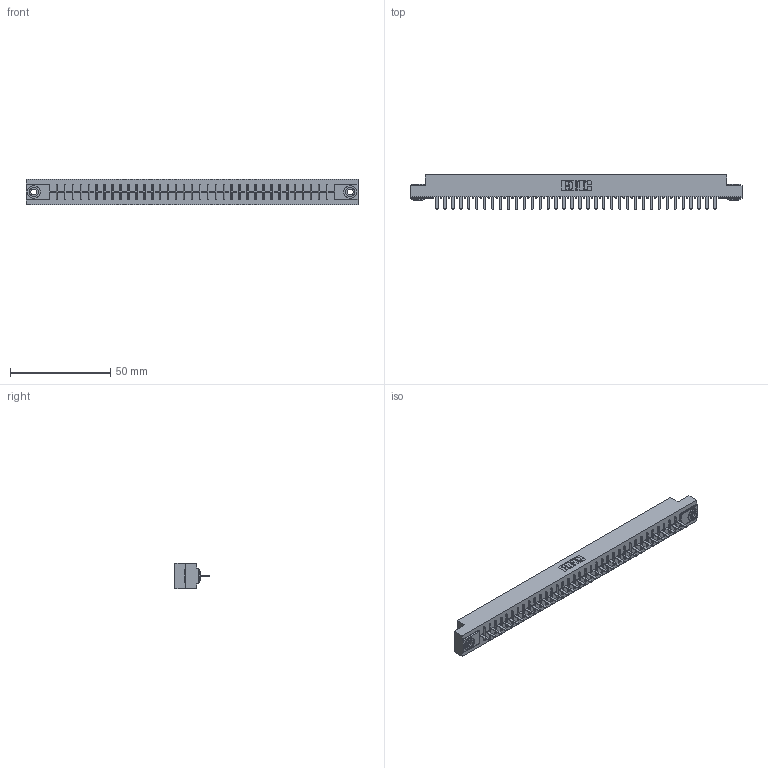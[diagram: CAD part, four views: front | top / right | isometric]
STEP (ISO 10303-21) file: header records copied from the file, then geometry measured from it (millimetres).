
FILE_DESCRIPTION (( 'STEP AP203' ), '1' );
FILE_NAME ('306-036-420-103.STEP', '2020-09-22T04:24:57', ( '' ), ( '' ), 'SwSTEP 2.0', 'SolidWorks 2020', '' );
FILE_SCHEMA (( 'CONFIG_CONTROL_DESIGN' ));
Length unit declared in the file: inch
Products named in the file (4): 306-036-420-103; 306 Part_.156 Dia; 345-250-002_345-250-002-102; 306-290-001_120
Assembly tree (39 placements, depth 2):
  306-036-420-103
    306 Part_.156 Dia
    306-290-001_120  x36
    345-250-002_345-250-002-102  x2
Bounding box: 165.66 x 17.12 x 12.7 mm (x, y, z)
Volume: 18270.5 mm3; surface area: 18961.4 mm2
Topology: 39 solids, 39 shells, 2688 faces, 7520 edges, 4816 vertices
Faces by surface type: plane 1784, cylinder 752, sphere 144, cone 8
Entity records: 35370 total; most frequent: CARTESIAN_POINT 5916, ORIENTED_EDGE 5856, DIRECTION 5848, EDGE_CURVE 2928, VECTOR 2280, LINE 2280, VERTEX_POINT 1852, AXIS2_PLACEMENT_3D 1784
